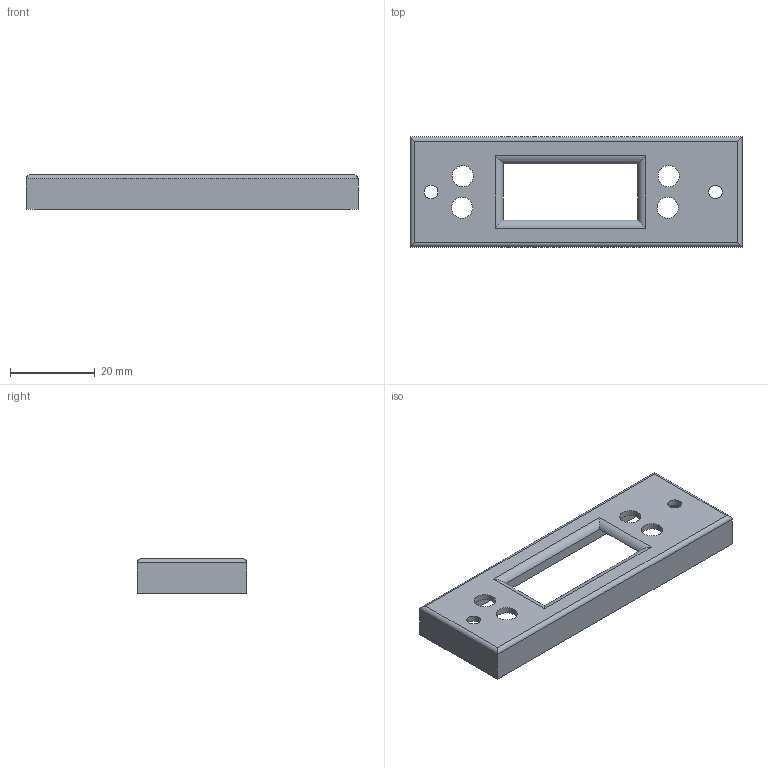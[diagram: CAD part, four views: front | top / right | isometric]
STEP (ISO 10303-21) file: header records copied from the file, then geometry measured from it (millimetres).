
FILE_DESCRIPTION(/* description */ (''),/* implementation_level */ '2;1');
FILE_NAME(/* name */ 'display case v3.step',/* time_stamp */ '2022-04-03T09:07:35-07:00',/* author */ (''),/* organization */ (''),/* preprocessor_version */ 'ST-DEVELOPER v18.1',/* originating_system */ 'Autodesk Translation Framework v10.14.0.1471',/* authorisation */ '');
FILE_SCHEMA (('AUTOMOTIVE_DESIGN { 1 0 10303 214 3 1 1 }'));
Length unit declared in the file: millimetre
Products named in the file (1): display case
Bounding box: 78.5 x 26 x 8.2 mm (x, y, z)
Volume: 4863.5 mm3; surface area: 6152.9 mm2
Topology: 1 solids, 1 shells, 25 faces, 62 edges, 40 vertices
Faces by surface type: cylinder 14, plane 11
Full cylindrical faces by diameter (mm): 3.2 x2, 5 x4
Entity records: 794 total; most frequent: DIRECTION 134, CARTESIAN_POINT 128, ORIENTED_EDGE 124, EDGE_CURVE 62, AXIS2_PLACEMENT_3D 46, LINE 42, VECTOR 42, EDGE_LOOP 40
